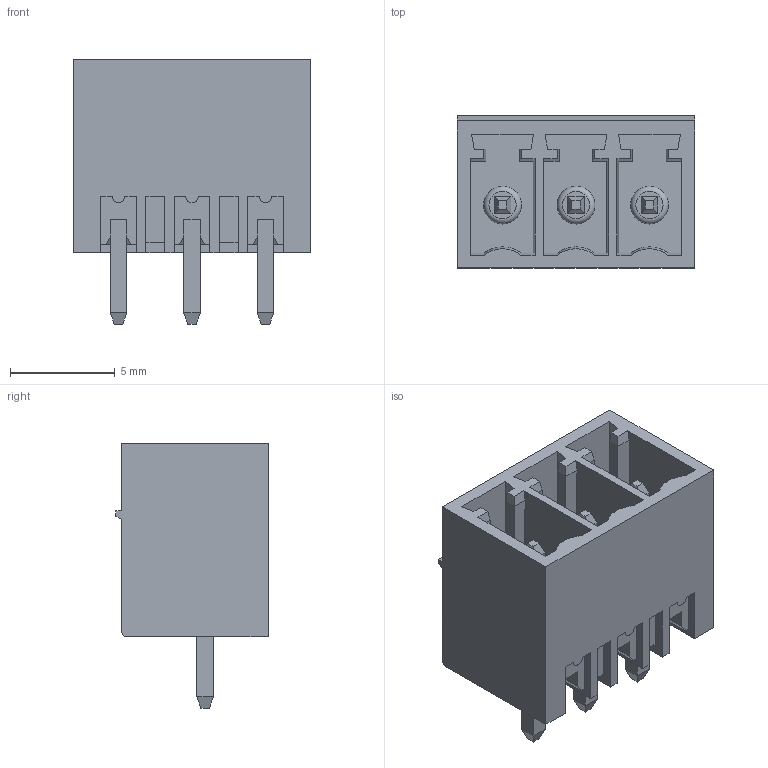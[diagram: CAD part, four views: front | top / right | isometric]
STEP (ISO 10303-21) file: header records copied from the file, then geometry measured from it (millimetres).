
FILE_DESCRIPTION(('STEP AP214'),'1');
FILE_NAME('PV03-3,5-V-P.stp','2018-11-29T10:48:24',(' '),(' '),'Spatial InterOp 3D',' ',' ');
FILE_SCHEMA(('AUTOMOTIVE_DESIGN { 1 0 10303 214 1 1 1 1 }'));
Length unit declared in the file: metre
Products named in the file (1): 1
Bounding box: 11.3 x 7.25 x 12.6 mm (x, y, z)
Volume: 400.7 mm3; surface area: 1047 mm2
Topology: 1 solids, 1 shells, 206 faces, 531 edges, 336 vertices
Faces by surface type: plane 190, cylinder 10, torus 3, cone 3
Full cylindrical faces by diameter (mm): 1.8 x3
Entity records: 7703 total; most frequent: CARTESIAN_POINT 1080, ORIENTED_EDGE 1044, DIRECTION 956, EDGE_CURVE 522, LINE 490, VECTOR 490, VERTEX_POINT 333, AXIS2_PLACEMENT_3D 233
